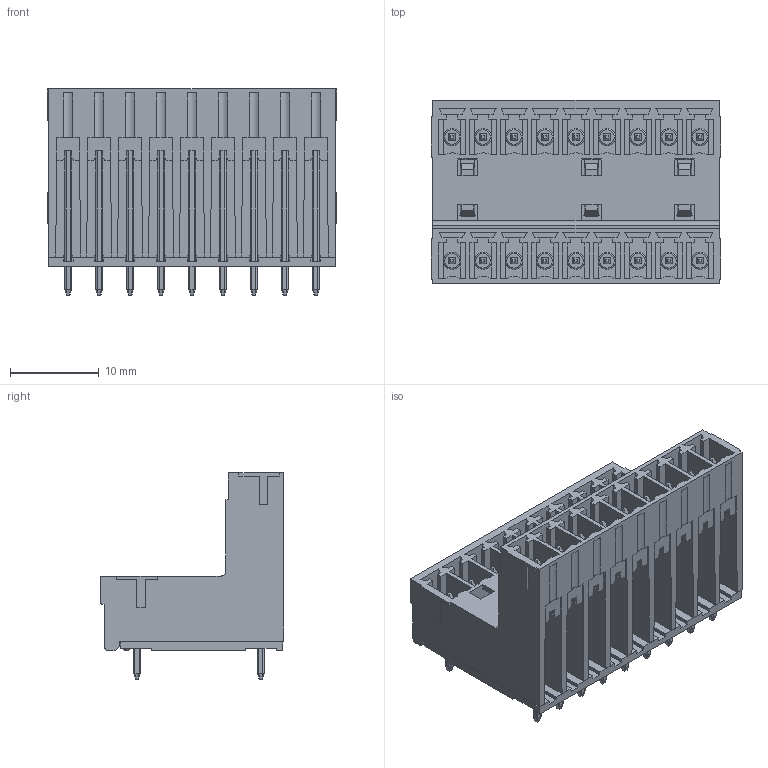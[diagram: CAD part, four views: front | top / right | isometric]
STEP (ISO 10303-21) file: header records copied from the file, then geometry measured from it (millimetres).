
FILE_DESCRIPTION( ('This file contains a STEP AP42 implementation' ,'as created by ZW3D STEP Interface translator.') ,'2;1' );
FILE_NAME( 'PM381-3S09ASM1N.stp' ,'231125.164413', (''), ('ZWCAD Software Co.'), 'Version 1.0', 'ZW3D to STEP translator', '' );
FILE_SCHEMA(('AUTOMOTIVE_DESIGN { 1 0 10303 214 1 1 1 1 }'));
Length unit declared in the file: millimetre
Products named in the file (2): 0; PM381-3S09ASM1N
Bounding box: 32.67 x 20.65 x 23.26 mm (x, y, z)
Volume: 3468.7 mm3; surface area: 10384.5 mm2
Topology: 20 solids, 20 shells, 2288 faces, 6073 edges, 3756 vertices
Faces by surface type: plane 1525, cylinder 435, torus 252, bspline 72, sphere 4
Entity records: 74349 total; most frequent: CARTESIAN_POINT 17338, ORIENTED_EDGE 12002, DIRECTION 10367, EDGE_CURVE 6001, VECTOR 4317, LINE 4317, VERTEX_POINT 3756, AXIS2_PLACEMENT_3D 3025
